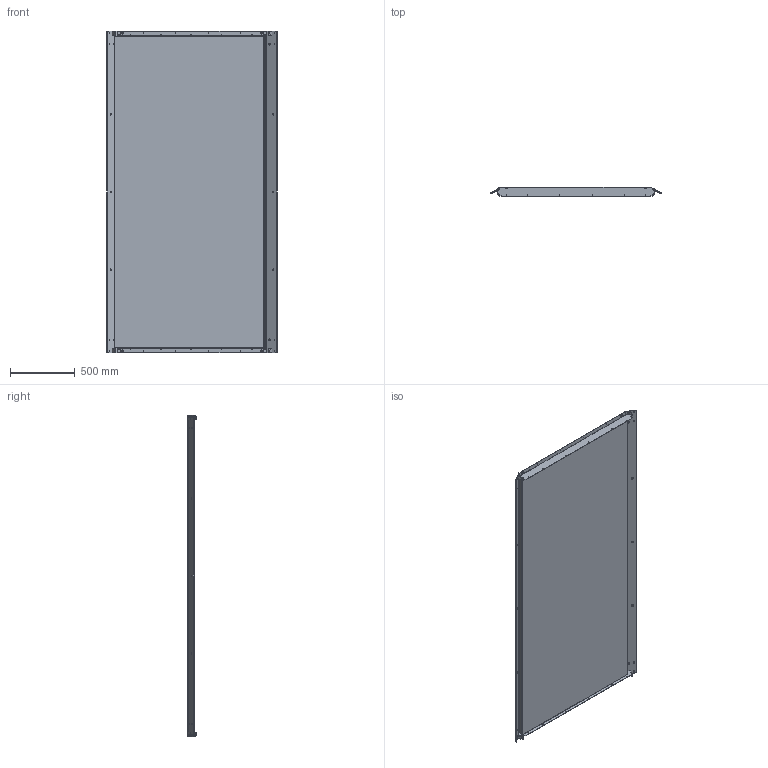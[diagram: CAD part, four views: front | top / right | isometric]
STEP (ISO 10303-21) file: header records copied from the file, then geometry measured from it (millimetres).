
FILE_DESCRIPTION (( 'STEP AP203' ), '1' );
FILE_NAME ('CV02-P02_REV_.step', '2025-08-17T03:57:20', ( '' ), ( '' ), 'SwSTEP 2.0', 'SolidWorks 2024', '' );
FILE_SCHEMA (( 'CONFIG_CONTROL_DESIGN' ));
Length unit declared in the file: millimetre
Products named in the file (8): CV02-T-00; CV02-T-01; CV02-T-02; CV02-T-03; weldnut_WELDNUT-M8; cell v02 modified panel; TMP-0010_TMP-0010-H; CV02-P02_REV_
Assembly tree (21 placements, depth 3):
  CV02-P02_REV_
    CV02-T-00
      CV02-T-01  x2
      CV02-T-02  x2
      CV02-T-03  x2
      weldnut_WELDNUT-M8  x12
    cell v02 modified panel
      TMP-0010_TMP-0010-H
Bounding box: 1310.51 x 68 x 2480 mm (x, y, z)
Volume: 140073387.2 mm3; surface area: 19254761 mm2
Topology: 21 solids, 21 shells, 920 faces, 2442 edges, 1576 vertices
Faces by surface type: plane 496, cylinder 340, cone 84
Entity records: 13150 total; most frequent: CARTESIAN_POINT 2123, DIRECTION 2088, ORIENTED_EDGE 2010, EDGE_CURVE 1005, AXIS2_PLACEMENT_3D 708, LINE 672, VECTOR 672, VERTEX_POINT 659
